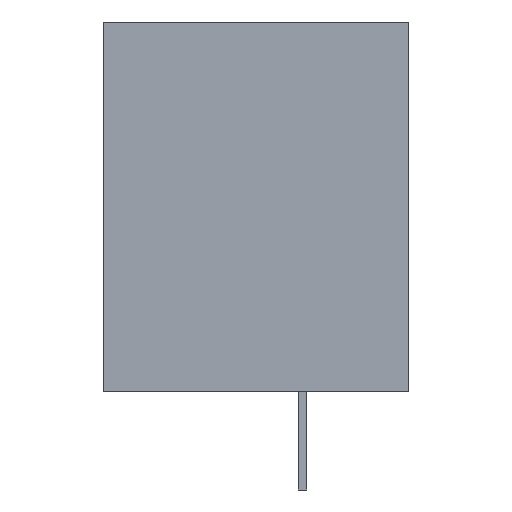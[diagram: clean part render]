
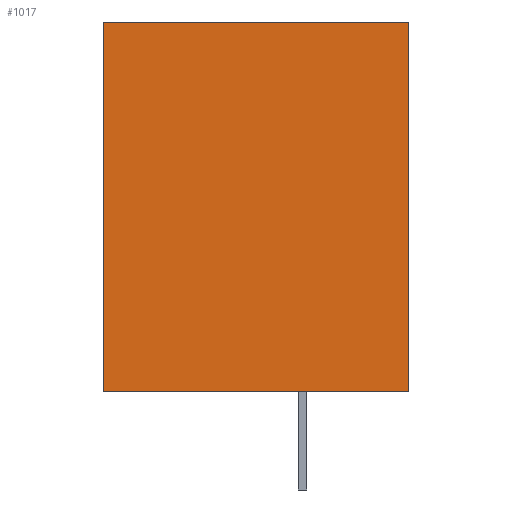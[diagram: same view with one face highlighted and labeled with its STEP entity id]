
A CAD part, left-side view. The second image highlights one B-rep face of the part: STEP entity #1017.
In plain terms, the highlighted planar face has unit normal (-1, 0, 0).
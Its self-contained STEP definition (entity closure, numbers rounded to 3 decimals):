
#76=ORIENTED_EDGE('',*,*,#256,.T.);
#77=ORIENTED_EDGE('',*,*,#252,.F.);
#78=ORIENTED_EDGE('',*,*,#266,.F.);
#79=ORIENTED_EDGE('',*,*,#262,.T.);
#252=EDGE_CURVE('',#349,#350,#416,.T.);
#256=EDGE_CURVE('',#352,#350,#420,.T.);
#262=EDGE_CURVE('',#356,#352,#425,.T.);
#266=EDGE_CURVE('',#356,#349,#429,.T.);
#349=VERTEX_POINT('',#1357);
#350=VERTEX_POINT('',#1359);
#352=VERTEX_POINT('',#1364);
#356=VERTEX_POINT('',#1378);
#416=LINE('',#1358,#512);
#420=LINE('',#1366,#516);
#425=LINE('',#1377,#521);
#429=LINE('',#1384,#525);
#512=VECTOR('',#1142,1000.);
#516=VECTOR('',#1148,1000.);
#521=VECTOR('',#1159,1000.);
#525=VECTOR('',#1165,1000.);
#587=EDGE_LOOP('',(#76,#77,#78,#79));
#637=FACE_BOUND('',#587,.T.);
#680=PLANE('',#1065);
#1017=ADVANCED_FACE('',(#637),#680,.F.);
#1065=AXIS2_PLACEMENT_3D('',#1383,#1163,#1164);
#1142=DIRECTION('',(0.,0.,-1.));
#1148=DIRECTION('',(0.,-1.,0.));
#1159=DIRECTION('',(0.,0.,-1.));
#1163=DIRECTION('',(1.,0.,0.));
#1164=DIRECTION('',(0.,0.,-1.));
#1165=DIRECTION('',(0.,-1.,0.));
#1357=CARTESIAN_POINT('',(-10.9,-4.6,11.1));
#1358=CARTESIAN_POINT('',(-10.9,-4.6,11.1));
#1359=CARTESIAN_POINT('',(-10.9,-4.6,0.));
#1364=CARTESIAN_POINT('',(-10.9,4.6,0.));
#1366=CARTESIAN_POINT('',(-10.9,4.6,0.));
#1377=CARTESIAN_POINT('',(-10.9,4.6,11.1));
#1378=CARTESIAN_POINT('',(-10.9,4.6,11.1));
#1383=CARTESIAN_POINT('',(-10.9,4.6,11.1));
#1384=CARTESIAN_POINT('',(-10.9,4.6,11.1));
